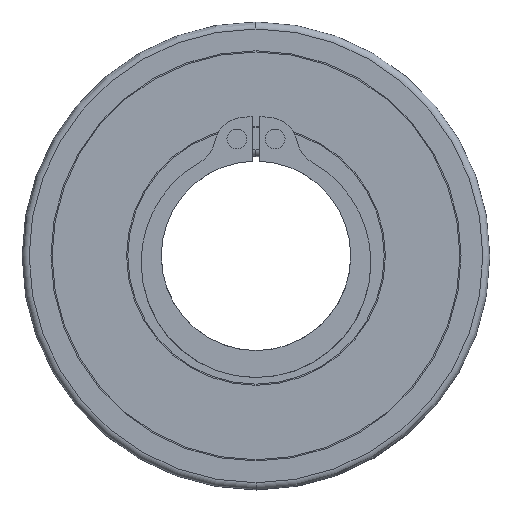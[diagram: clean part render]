
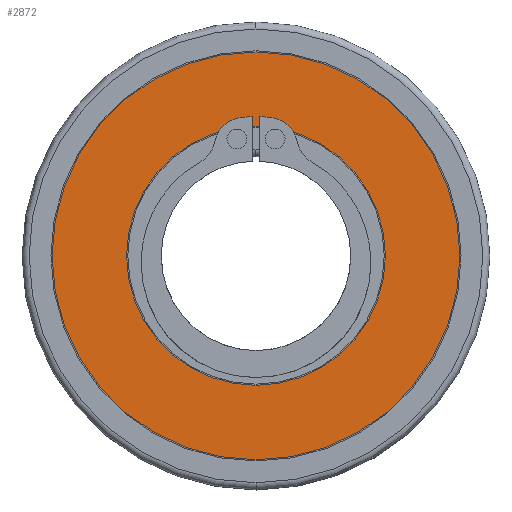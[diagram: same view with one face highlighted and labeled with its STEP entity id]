
A CAD part, top view. The second image highlights one B-rep face of the part: STEP entity #2872.
In plain terms, the highlighted planar face has unit normal (0, 0, 1).
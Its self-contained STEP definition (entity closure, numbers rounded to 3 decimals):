
#2783=CARTESIAN_POINT('',(0.,0.,5.82));
#2784=DIRECTION('',(0.,0.,-1.));
#2785=DIRECTION('',(0.,-1.,0.));
#2786=AXIS2_PLACEMENT_3D('',#2783,#2784,#2785);
#2788=CARTESIAN_POINT('',(0.,0.,5.82));
#2789=DIRECTION('',(0.,0.,-1.));
#2790=DIRECTION('',(0.,1.,0.));
#2791=AXIS2_PLACEMENT_3D('',#2788,#2789,#2790);
#2793=CARTESIAN_POINT('',(0.,0.,5.82));
#2794=DIRECTION('',(0.,0.,1.));
#2795=DIRECTION('',(0.,-1.,0.));
#2796=AXIS2_PLACEMENT_3D('',#2793,#2794,#2795);
#2798=CARTESIAN_POINT('',(0.,0.,5.82));
#2799=DIRECTION('',(0.,0.,1.));
#2800=DIRECTION('',(0.,1.,0.));
#2801=AXIS2_PLACEMENT_3D('',#2798,#2799,#2800);
#2839=CARTESIAN_POINT('',(0.,-17.436,5.82));
#2840=CARTESIAN_POINT('',(0.,17.436,5.82));
#2841=VERTEX_POINT('',#2839);
#2842=VERTEX_POINT('',#2840);
#2843=CARTESIAN_POINT('',(0.,-11.064,5.82));
#2844=CARTESIAN_POINT('',(0.,11.064,5.82));
#2845=VERTEX_POINT('',#2843);
#2846=VERTEX_POINT('',#2844);
#2855=CARTESIAN_POINT('',(0.,0.,5.82));
#2856=DIRECTION('',(0.,0.,-1.));
#2857=DIRECTION('',(0.,-1.,0.));
#2858=AXIS2_PLACEMENT_3D('',#2855,#2856,#2857);
#2859=PLANE('1516',#2858);
#2861=ORIENTED_EDGE('1284',*,*,#2860,.T.);
#2863=ORIENTED_EDGE('1285',*,*,#2862,.T.);
#2864=EDGE_LOOP('1516',(#2861,#2863));
#2865=FACE_OUTER_BOUND('1516',#2864,.F.);
#2867=ORIENTED_EDGE('1286',*,*,#2866,.T.);
#2869=ORIENTED_EDGE('1287',*,*,#2868,.T.);
#2870=EDGE_LOOP('1516',(#2867,#2869));
#2871=FACE_BOUND('1516',#2870,.F.);
#2872=ADVANCED_FACE('1516',(#2865,#2871),#2859,.F.);
#2787=CIRCLE('1284',#2786,17.436);
#2792=CIRCLE('1285',#2791,17.436);
#2797=CIRCLE('1286',#2796,11.064);
#2802=CIRCLE('1287',#2801,11.064);
#2860=EDGE_CURVE('1284',#2841,#2842,#2787,.T.);
#2862=EDGE_CURVE('1285',#2842,#2841,#2792,.T.);
#2866=EDGE_CURVE('1286',#2845,#2846,#2797,.T.);
#2868=EDGE_CURVE('1287',#2846,#2845,#2802,.T.);
